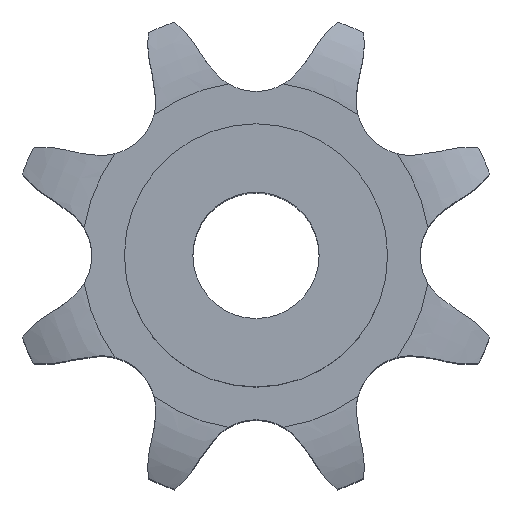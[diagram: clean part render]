
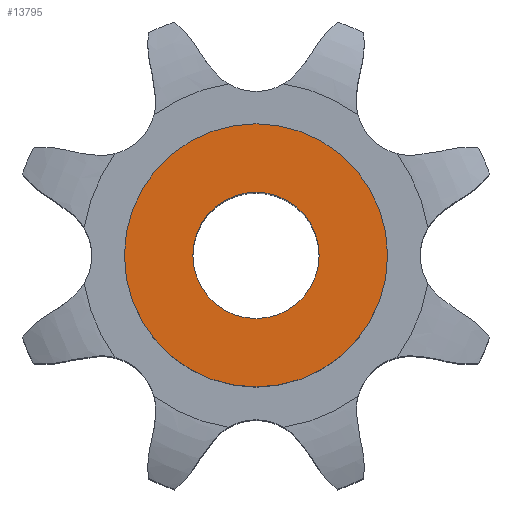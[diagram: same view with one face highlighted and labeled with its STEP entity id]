
A CAD part, top view. The second image highlights one B-rep face of the part: STEP entity #13795.
In plain terms, the highlighted planar face has unit normal (0, 0, 1).
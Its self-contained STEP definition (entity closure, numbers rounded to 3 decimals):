
#7523 = CYLINDRICAL_SURFACE('',#7524,6.);
#7524 = AXIS2_PLACEMENT_3D('',#7525,#7526,#7527);
#7525 = CARTESIAN_POINT('',(0.,0.,101.654));
#7526 = DIRECTION('',(0.,0.,1.));
#7527 = DIRECTION('',(1.,0.,0.));
#9455 = EDGE_CURVE('',#9456,#9456,#9458,.T.);
#9456 = VERTEX_POINT('',#9457);
#9457 = CARTESIAN_POINT('',(6.,0.,55.));
#9458 = SURFACE_CURVE('',#9459,(#9464,#9471),.PCURVE_S1.);
#9459 = CIRCLE('',#9460,6.);
#9460 = AXIS2_PLACEMENT_3D('',#9461,#9462,#9463);
#9461 = CARTESIAN_POINT('',(0.,0.,55.));
#9462 = DIRECTION('',(0.,0.,1.));
#9463 = DIRECTION('',(1.,0.,0.));
#9464 = PCURVE('',#7523,#9465);
#9465 = DEFINITIONAL_REPRESENTATION('',(#9466),#9470);
#9466 = LINE('',#9467,#9468);
#9467 = CARTESIAN_POINT('',(0.,-46.654));
#9468 = VECTOR('',#9469,1.);
#9469 = DIRECTION('',(1.,0.));
#9470 = ( GEOMETRIC_REPRESENTATION_CONTEXT(2) 
PARAMETRIC_REPRESENTATION_CONTEXT() REPRESENTATION_CONTEXT('2D SPACE',''
  ) );
#9471 = PCURVE('',#9472,#9477);
#9472 = PLANE('',#9473);
#9473 = AXIS2_PLACEMENT_3D('',#9474,#9475,#9476);
#9474 = CARTESIAN_POINT('',(0.,0.,55.)
  );
#9475 = DIRECTION('',(0.,0.,1.));
#9476 = DIRECTION('',(1.,0.,0.));
#9477 = DEFINITIONAL_REPRESENTATION('',(#9478),#9482);
#9478 = CIRCLE('',#9479,6.);
#9479 = AXIS2_PLACEMENT_2D('',#9480,#9481);
#9480 = CARTESIAN_POINT('',(0.,0.));
#9481 = DIRECTION('',(1.,0.));
#9482 = ( GEOMETRIC_REPRESENTATION_CONTEXT(2) 
PARAMETRIC_REPRESENTATION_CONTEXT() REPRESENTATION_CONTEXT('2D SPACE',''
  ) );
#13795 = ADVANCED_FACE('',(#13796,#13827),#9472,.T.);
#13796 = FACE_BOUND('',#13797,.T.);
#13797 = EDGE_LOOP('',(#13798));
#13798 = ORIENTED_EDGE('',*,*,#13799,.T.);
#13799 = EDGE_CURVE('',#13800,#13800,#13802,.T.);
#13800 = VERTEX_POINT('',#13801);
#13801 = CARTESIAN_POINT('',(12.5,0.,55.));
#13802 = SURFACE_CURVE('',#13803,(#13808,#13815),.PCURVE_S1.);
#13803 = CIRCLE('',#13804,12.5);
#13804 = AXIS2_PLACEMENT_3D('',#13805,#13806,#13807);
#13805 = CARTESIAN_POINT('',(0.,0.,55.));
#13806 = DIRECTION('',(0.,0.,1.));
#13807 = DIRECTION('',(1.,0.,0.));
#13808 = PCURVE('',#9472,#13809);
#13809 = DEFINITIONAL_REPRESENTATION('',(#13810),#13814);
#13810 = CIRCLE('',#13811,12.5);
#13811 = AXIS2_PLACEMENT_2D('',#13812,#13813);
#13812 = CARTESIAN_POINT('',(0.,0.));
#13813 = DIRECTION('',(1.,0.));
#13814 = ( GEOMETRIC_REPRESENTATION_CONTEXT(2) 
PARAMETRIC_REPRESENTATION_CONTEXT() REPRESENTATION_CONTEXT('2D SPACE',''
  ) );
#13815 = PCURVE('',#13816,#13821);
#13816 = CYLINDRICAL_SURFACE('',#13817,12.5);
#13817 = AXIS2_PLACEMENT_3D('',#13818,#13819,#13820);
#13818 = CARTESIAN_POINT('',(0.,0.,0.));
#13819 = DIRECTION('',(-0.,-0.,-1.));
#13820 = DIRECTION('',(1.,0.,0.));
#13821 = DEFINITIONAL_REPRESENTATION('',(#13822),#13826);
#13822 = LINE('',#13823,#13824);
#13823 = CARTESIAN_POINT('',(-0.,-55.));
#13824 = VECTOR('',#13825,1.);
#13825 = DIRECTION('',(-1.,0.));
#13826 = ( GEOMETRIC_REPRESENTATION_CONTEXT(2) 
PARAMETRIC_REPRESENTATION_CONTEXT() REPRESENTATION_CONTEXT('2D SPACE',''
  ) );
#13827 = FACE_BOUND('',#13828,.T.);
#13828 = EDGE_LOOP('',(#13829));
#13829 = ORIENTED_EDGE('',*,*,#9455,.F.);
